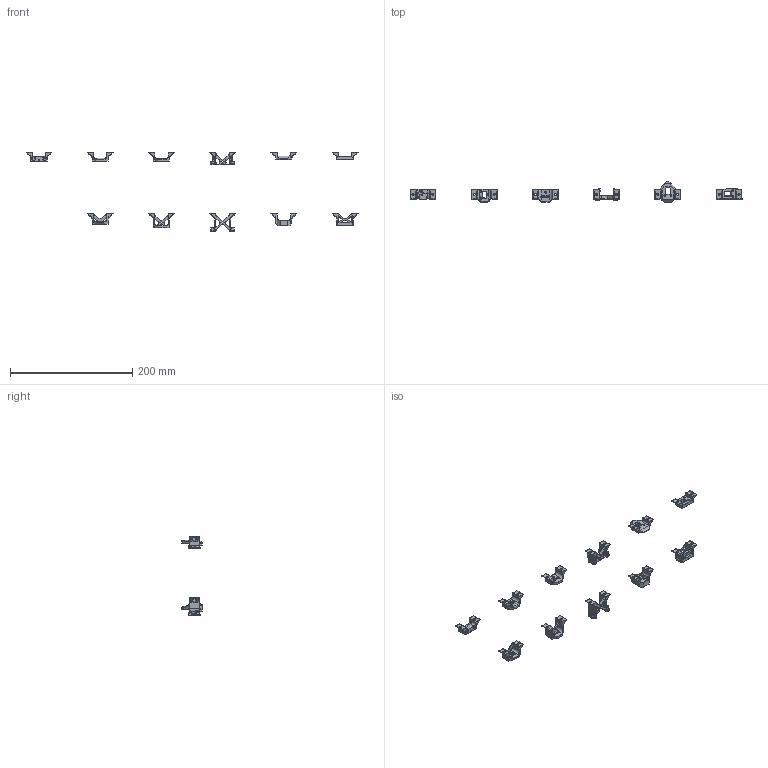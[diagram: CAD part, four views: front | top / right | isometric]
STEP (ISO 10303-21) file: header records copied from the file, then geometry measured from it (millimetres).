
FILE_DESCRIPTION(/* description */ ('STEP AP242','CAx-IF Rec.Pracs.---Representation and Presentation of Product Manufacturing Information (PMI)---4.0---2014-10-13','CAx-IF Rec.Pracs.---3D Tessellated Geometry---0.4---2014-09-14','2;1'),/* implementation_level */ '2;1');
FILE_NAME(/* name */ '64b393c654f88035111bba28',/* time_stamp */ '2023-07-16T06:52:57Z',/* author */ (''),/* organization */ (''),/* preprocessor_version */ 'ST-DEVELOPER v19.4',/* originating_system */ ' ',/* authorisation */ ' ');
FILE_SCHEMA (('AP242_MANAGED_MODEL_BASED_3D_ENGINEERING_MIM_LF { 1 0 10303 442 1 1 4 }'));
Products named in the file (11): Klicky_Module; Klicky_Module_UHF; Beacon_Module_UHF; KlickyNG_Module; Klicky_PCB_Module; Euclid_Module; Euclid_Module_UHF; Euclid_Module_90; Euclid_Module_90_UHF; Klicky_PCB_Module_UHF; Beacon_Module
Bounding box: 542.26 x 33.05 x 128.77 mm (x, y, z)
Volume: 42995.1 mm3; surface area: 36353 mm2
Topology: 11 solids, 11 shells, 2128 faces, 5452 edges, 3311 vertices
Faces by surface type: plane 1489, cylinder 347, cone 193, bspline 57, torus 40, sphere 2
Full cylindrical faces by diameter (mm): 1.6 x1, 1.9 x2, 2 x1, 2.385 x4, 2.4 x6, 2.5 x16, 3.2 x6, 3.4 x22, 4.7 x4
Entity records: 64056 total; most frequent: CARTESIAN_POINT 13106, ORIENTED_EDGE 10640, DIRECTION 10204, EDGE_CURVE 5320, LINE 3790, VECTOR 3790, VERTEX_POINT 3279, AXIS2_PLACEMENT_3D 3207
